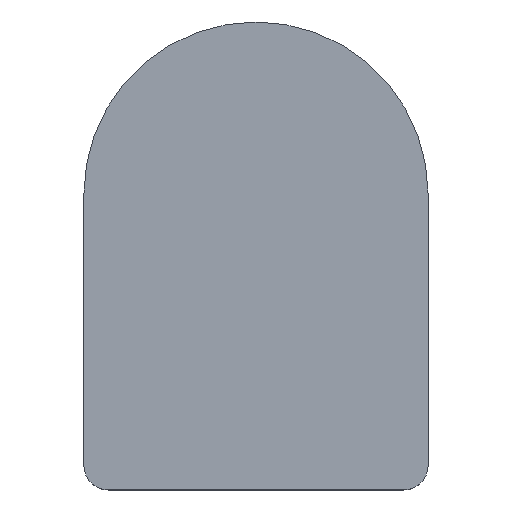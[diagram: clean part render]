
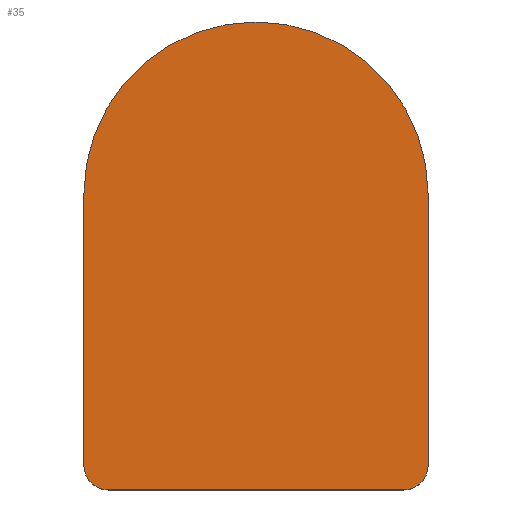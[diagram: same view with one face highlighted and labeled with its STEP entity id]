
A CAD part, top view. The second image highlights one B-rep face of the part: STEP entity #35.
In plain terms, the highlighted planar face has unit normal (0, 0, 1).
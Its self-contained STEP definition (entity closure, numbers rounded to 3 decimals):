
#6 = VERTEX_POINT ( 'NONE', #139 ) ;
#13 = VERTEX_POINT ( 'NONE', #279 ) ;
#18 = EDGE_LOOP ( 'NONE', ( #273, #106, #100, #44, #163, #281 ) ) ;
#20 = EDGE_CURVE ( 'NONE', #13, #199, #225, .T. ) ;
#21 = LINE ( 'NONE', #68, #107 ) ;
#22 = DIRECTION ( 'NONE',  ( -1., 0., 0. ) ) ;
#24 = AXIS2_PLACEMENT_3D ( 'NONE', #124, #291, #22 ) ;
#31 = CIRCLE ( 'NONE', #24, 1.3 ) ;
#35 = ADVANCED_FACE ( 'NONE', ( #300 ), #86, .F. ) ;
#44 = ORIENTED_EDGE ( 'NONE', *, *, #190, .T. ) ;
#45 = CARTESIAN_POINT ( 'NONE',  ( 0., -1.465, 6.15 ) ) ;
#51 = EDGE_CURVE ( 'NONE', #151, #65, #237, .T. ) ;
#60 = VECTOR ( 'NONE', #306, 1000. ) ;
#64 = AXIS2_PLACEMENT_3D ( 'NONE', #69, #121, #146 ) ;
#65 = VERTEX_POINT ( 'NONE', #245 ) ;
#68 = CARTESIAN_POINT ( 'NONE',  ( -9.2, -1.465, 6.15 ) ) ;
#69 = CARTESIAN_POINT ( 'NONE',  ( -7.9, -15.965, 6.15 ) ) ;
#86 = PLANE ( 'NONE',  #136 ) ;
#91 = DIRECTION ( 'NONE',  ( -1., 0., 0. ) ) ;
#93 = EDGE_CURVE ( 'NONE', #65, #13, #21, .T. ) ;
#100 = ORIENTED_EDGE ( 'NONE', *, *, #111, .T. ) ;
#106 = ORIENTED_EDGE ( 'NONE', *, *, #20, .T. ) ;
#107 = VECTOR ( 'NONE', #261, 1000. ) ;
#111 = EDGE_CURVE ( 'NONE', #199, #6, #188, .T. ) ;
#113 = VECTOR ( 'NONE', #246, 1000. ) ;
#116 = DIRECTION ( 'NONE',  ( 0., 0., 1. ) ) ;
#121 = DIRECTION ( 'NONE',  ( 0., 0., 1. ) ) ;
#124 = CARTESIAN_POINT ( 'NONE',  ( 7.9, -15.965, 6.15 ) ) ;
#126 = CARTESIAN_POINT ( 'NONE',  ( 9.2, -1.465, 6.15 ) ) ;
#136 = AXIS2_PLACEMENT_3D ( 'NONE', #284, #202, #91 ) ;
#139 = CARTESIAN_POINT ( 'NONE',  ( 7.9, -17.265, 6.15 ) ) ;
#142 = LINE ( 'NONE', #247, #60 ) ;
#146 = DIRECTION ( 'NONE',  ( -1., 0., 0. ) ) ;
#151 = VERTEX_POINT ( 'NONE', #126 ) ;
#159 = EDGE_CURVE ( 'NONE', #258, #151, #142, .T. ) ;
#163 = ORIENTED_EDGE ( 'NONE', *, *, #159, .T. ) ;
#177 = CARTESIAN_POINT ( 'NONE',  ( -7.9, -17.265, 6.15 ) ) ;
#185 = AXIS2_PLACEMENT_3D ( 'NONE', #45, #116, #198 ) ;
#188 = LINE ( 'NONE', #304, #113 ) ;
#190 = EDGE_CURVE ( 'NONE', #6, #258, #31, .T. ) ;
#198 = DIRECTION ( 'NONE',  ( -1., 0., 0. ) ) ;
#199 = VERTEX_POINT ( 'NONE', #177 ) ;
#202 = DIRECTION ( 'NONE',  ( 0., 0., -1. ) ) ;
#225 = CIRCLE ( 'NONE', #64, 1.3 ) ;
#237 = CIRCLE ( 'NONE', #185, 9.2 ) ;
#245 = CARTESIAN_POINT ( 'NONE',  ( -9.2, -1.465, 6.15 ) ) ;
#246 = DIRECTION ( 'NONE',  ( 1., 0., 0. ) ) ;
#247 = CARTESIAN_POINT ( 'NONE',  ( 9.2, -1.465, 6.15 ) ) ;
#258 = VERTEX_POINT ( 'NONE', #287 ) ;
#261 = DIRECTION ( 'NONE',  ( 0., -1., 0. ) ) ;
#273 = ORIENTED_EDGE ( 'NONE', *, *, #93, .T. ) ;
#279 = CARTESIAN_POINT ( 'NONE',  ( -9.2, -15.965, 6.15 ) ) ;
#281 = ORIENTED_EDGE ( 'NONE', *, *, #51, .T. ) ;
#284 = CARTESIAN_POINT ( 'NONE',  ( 0., -1.465, 6.15 ) ) ;
#287 = CARTESIAN_POINT ( 'NONE',  ( 9.2, -15.965, 6.15 ) ) ;
#291 = DIRECTION ( 'NONE',  ( 0., 0., 1. ) ) ;
#300 = FACE_OUTER_BOUND ( 'NONE', #18, .T. ) ;
#304 = CARTESIAN_POINT ( 'NONE',  ( -9.2, -17.265, 6.15 ) ) ;
#306 = DIRECTION ( 'NONE',  ( 0., 1., 0. ) ) ;
